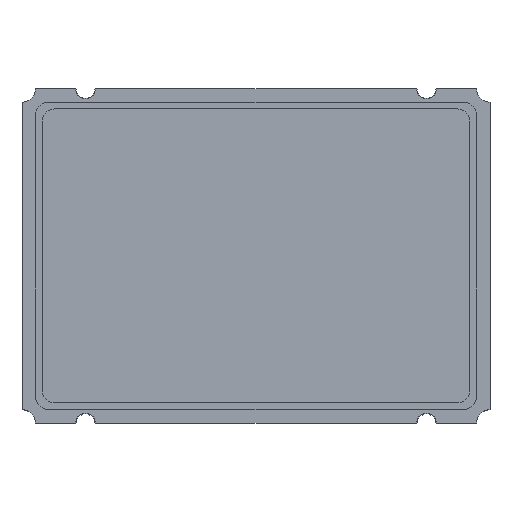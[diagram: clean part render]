
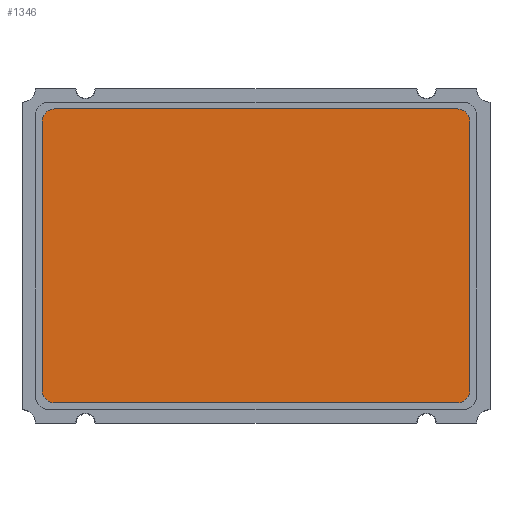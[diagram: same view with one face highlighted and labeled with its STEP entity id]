
A CAD part, top view. The second image highlights one B-rep face of the part: STEP entity #1346.
In plain terms, the highlighted planar face has unit normal (0, 0, 1).
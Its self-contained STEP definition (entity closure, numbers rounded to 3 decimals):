
#716 = VERTEX_POINT('',#717);
#717 = CARTESIAN_POINT('',(-3.,2.2,0.2));
#724 = CYLINDRICAL_SURFACE('',#725,0.2);
#725 = AXIS2_PLACEMENT_3D('',#726,#727,#728);
#726 = CARTESIAN_POINT('',(-3.,2.,0.));
#727 = DIRECTION('',(-0.,-0.,-1.));
#728 = DIRECTION('',(1.,0.,0.));
#736 = PLANE('',#737);
#737 = AXIS2_PLACEMENT_3D('',#738,#739,#740);
#738 = CARTESIAN_POINT('',(-3.,2.2,0.));
#739 = DIRECTION('',(0.,1.,0.));
#740 = DIRECTION('',(1.,0.,0.));
#748 = EDGE_CURVE('',#716,#749,#751,.T.);
#749 = VERTEX_POINT('',#750);
#750 = CARTESIAN_POINT('',(-3.2,2.,0.2));
#751 = SURFACE_CURVE('',#752,(#757,#764),.PCURVE_S1.);
#752 = CIRCLE('',#753,0.2);
#753 = AXIS2_PLACEMENT_3D('',#754,#755,#756);
#754 = CARTESIAN_POINT('',(-3.,2.,0.2));
#755 = DIRECTION('',(0.,0.,1.));
#756 = DIRECTION('',(1.,0.,0.));
#757 = PCURVE('',#724,#758);
#758 = DEFINITIONAL_REPRESENTATION('',(#759),#763);
#759 = LINE('',#760,#761);
#760 = CARTESIAN_POINT('',(-0.,-0.2));
#761 = VECTOR('',#762,1.);
#762 = DIRECTION('',(-1.,0.));
#763 = ( GEOMETRIC_REPRESENTATION_CONTEXT(2) 
PARAMETRIC_REPRESENTATION_CONTEXT() REPRESENTATION_CONTEXT('2D SPACE',''
  ) );
#764 = PCURVE('',#765,#770);
#765 = PLANE('',#766);
#766 = AXIS2_PLACEMENT_3D('',#767,#768,#769);
#767 = CARTESIAN_POINT('',(0.,0.,0.2));
#768 = DIRECTION('',(0.,0.,1.));
#769 = DIRECTION('',(1.,0.,0.));
#770 = DEFINITIONAL_REPRESENTATION('',(#771),#775);
#771 = CIRCLE('',#772,0.2);
#772 = AXIS2_PLACEMENT_2D('',#773,#774);
#773 = CARTESIAN_POINT('',(-3.,2.));
#774 = DIRECTION('',(1.,0.));
#775 = ( GEOMETRIC_REPRESENTATION_CONTEXT(2) 
PARAMETRIC_REPRESENTATION_CONTEXT() REPRESENTATION_CONTEXT('2D SPACE',''
  ) );
#793 = PLANE('',#794);
#794 = AXIS2_PLACEMENT_3D('',#795,#796,#797);
#795 = CARTESIAN_POINT('',(-3.2,-2.,0.));
#796 = DIRECTION('',(-1.,0.,0.));
#797 = DIRECTION('',(0.,1.,0.));
#838 = VERTEX_POINT('',#839);
#839 = CARTESIAN_POINT('',(-3.2,-2.,0.2));
#853 = CYLINDRICAL_SURFACE('',#854,0.2);
#854 = AXIS2_PLACEMENT_3D('',#855,#856,#857);
#855 = CARTESIAN_POINT('',(-3.,-2.,0.));
#856 = DIRECTION('',(-0.,-0.,-1.));
#857 = DIRECTION('',(1.,0.,0.));
#865 = EDGE_CURVE('',#838,#749,#866,.T.);
#866 = SURFACE_CURVE('',#867,(#871,#878),.PCURVE_S1.);
#867 = LINE('',#868,#869);
#868 = CARTESIAN_POINT('',(-3.2,-2.,0.2));
#869 = VECTOR('',#870,1.);
#870 = DIRECTION('',(0.,1.,0.));
#871 = PCURVE('',#793,#872);
#872 = DEFINITIONAL_REPRESENTATION('',(#873),#877);
#873 = LINE('',#874,#875);
#874 = CARTESIAN_POINT('',(0.,-0.2));
#875 = VECTOR('',#876,1.);
#876 = DIRECTION('',(1.,0.));
#877 = ( GEOMETRIC_REPRESENTATION_CONTEXT(2) 
PARAMETRIC_REPRESENTATION_CONTEXT() REPRESENTATION_CONTEXT('2D SPACE',''
  ) );
#878 = PCURVE('',#765,#879);
#879 = DEFINITIONAL_REPRESENTATION('',(#880),#884);
#880 = LINE('',#881,#882);
#881 = CARTESIAN_POINT('',(-3.2,-2.));
#882 = VECTOR('',#883,1.);
#883 = DIRECTION('',(0.,1.));
#884 = ( GEOMETRIC_REPRESENTATION_CONTEXT(2) 
PARAMETRIC_REPRESENTATION_CONTEXT() REPRESENTATION_CONTEXT('2D SPACE',''
  ) );
#912 = EDGE_CURVE('',#838,#913,#915,.T.);
#913 = VERTEX_POINT('',#914);
#914 = CARTESIAN_POINT('',(-3.,-2.2,0.2));
#915 = SURFACE_CURVE('',#916,(#921,#928),.PCURVE_S1.);
#916 = CIRCLE('',#917,0.2);
#917 = AXIS2_PLACEMENT_3D('',#918,#919,#920);
#918 = CARTESIAN_POINT('',(-3.,-2.,0.2));
#919 = DIRECTION('',(0.,0.,1.));
#920 = DIRECTION('',(1.,0.,0.));
#921 = PCURVE('',#853,#922);
#922 = DEFINITIONAL_REPRESENTATION('',(#923),#927);
#923 = LINE('',#924,#925);
#924 = CARTESIAN_POINT('',(-0.,-0.2));
#925 = VECTOR('',#926,1.);
#926 = DIRECTION('',(-1.,0.));
#927 = ( GEOMETRIC_REPRESENTATION_CONTEXT(2) 
PARAMETRIC_REPRESENTATION_CONTEXT() REPRESENTATION_CONTEXT('2D SPACE',''
  ) );
#928 = PCURVE('',#765,#929);
#929 = DEFINITIONAL_REPRESENTATION('',(#930),#934);
#930 = CIRCLE('',#931,0.2);
#931 = AXIS2_PLACEMENT_2D('',#932,#933);
#932 = CARTESIAN_POINT('',(-3.,-2.));
#933 = DIRECTION('',(1.,0.));
#934 = ( GEOMETRIC_REPRESENTATION_CONTEXT(2) 
PARAMETRIC_REPRESENTATION_CONTEXT() REPRESENTATION_CONTEXT('2D SPACE',''
  ) );
#952 = PLANE('',#953);
#953 = AXIS2_PLACEMENT_3D('',#954,#955,#956);
#954 = CARTESIAN_POINT('',(3.,-2.2,0.));
#955 = DIRECTION('',(0.,-1.,0.));
#956 = DIRECTION('',(-1.,0.,0.));
#992 = VERTEX_POINT('',#993);
#993 = CARTESIAN_POINT('',(3.,-2.2,0.2));
#1007 = CYLINDRICAL_SURFACE('',#1008,0.2);
#1008 = AXIS2_PLACEMENT_3D('',#1009,#1010,#1011);
#1009 = CARTESIAN_POINT('',(3.,-2.,0.));
#1010 = DIRECTION('',(-0.,-0.,-1.));
#1011 = DIRECTION('',(1.,0.,0.));
#1019 = EDGE_CURVE('',#992,#913,#1020,.T.);
#1020 = SURFACE_CURVE('',#1021,(#1025,#1032),.PCURVE_S1.);
#1021 = LINE('',#1022,#1023);
#1022 = CARTESIAN_POINT('',(3.,-2.2,0.2));
#1023 = VECTOR('',#1024,1.);
#1024 = DIRECTION('',(-1.,0.,0.));
#1025 = PCURVE('',#952,#1026);
#1026 = DEFINITIONAL_REPRESENTATION('',(#1027),#1031);
#1027 = LINE('',#1028,#1029);
#1028 = CARTESIAN_POINT('',(0.,-0.2));
#1029 = VECTOR('',#1030,1.);
#1030 = DIRECTION('',(1.,0.));
#1031 = ( GEOMETRIC_REPRESENTATION_CONTEXT(2) 
PARAMETRIC_REPRESENTATION_CONTEXT() REPRESENTATION_CONTEXT('2D SPACE',''
  ) );
#1032 = PCURVE('',#765,#1033);
#1033 = DEFINITIONAL_REPRESENTATION('',(#1034),#1038);
#1034 = LINE('',#1035,#1036);
#1035 = CARTESIAN_POINT('',(3.,-2.2));
#1036 = VECTOR('',#1037,1.);
#1037 = DIRECTION('',(-1.,0.));
#1038 = ( GEOMETRIC_REPRESENTATION_CONTEXT(2) 
PARAMETRIC_REPRESENTATION_CONTEXT() REPRESENTATION_CONTEXT('2D SPACE',''
  ) );
#1066 = EDGE_CURVE('',#992,#1067,#1069,.T.);
#1067 = VERTEX_POINT('',#1068);
#1068 = CARTESIAN_POINT('',(3.2,-2.,0.2));
#1069 = SURFACE_CURVE('',#1070,(#1075,#1082),.PCURVE_S1.);
#1070 = CIRCLE('',#1071,0.2);
#1071 = AXIS2_PLACEMENT_3D('',#1072,#1073,#1074);
#1072 = CARTESIAN_POINT('',(3.,-2.,0.2));
#1073 = DIRECTION('',(0.,0.,1.));
#1074 = DIRECTION('',(1.,0.,0.));
#1075 = PCURVE('',#1007,#1076);
#1076 = DEFINITIONAL_REPRESENTATION('',(#1077),#1081);
#1077 = LINE('',#1078,#1079);
#1078 = CARTESIAN_POINT('',(-0.,-0.2));
#1079 = VECTOR('',#1080,1.);
#1080 = DIRECTION('',(-1.,0.));
#1081 = ( GEOMETRIC_REPRESENTATION_CONTEXT(2) 
PARAMETRIC_REPRESENTATION_CONTEXT() REPRESENTATION_CONTEXT('2D SPACE',''
  ) );
#1082 = PCURVE('',#765,#1083);
#1083 = DEFINITIONAL_REPRESENTATION('',(#1084),#1088);
#1084 = CIRCLE('',#1085,0.2);
#1085 = AXIS2_PLACEMENT_2D('',#1086,#1087);
#1086 = CARTESIAN_POINT('',(3.,-2.));
#1087 = DIRECTION('',(1.,0.));
#1088 = ( GEOMETRIC_REPRESENTATION_CONTEXT(2) 
PARAMETRIC_REPRESENTATION_CONTEXT() REPRESENTATION_CONTEXT('2D SPACE',''
  ) );
#1106 = PLANE('',#1107);
#1107 = AXIS2_PLACEMENT_3D('',#1108,#1109,#1110);
#1108 = CARTESIAN_POINT('',(3.2,2.,0.));
#1109 = DIRECTION('',(1.,0.,-0.));
#1110 = DIRECTION('',(0.,-1.,0.));
#1146 = VERTEX_POINT('',#1147);
#1147 = CARTESIAN_POINT('',(3.2,2.,0.2));
#1161 = CYLINDRICAL_SURFACE('',#1162,0.2);
#1162 = AXIS2_PLACEMENT_3D('',#1163,#1164,#1165);
#1163 = CARTESIAN_POINT('',(3.,2.,0.));
#1164 = DIRECTION('',(-0.,-0.,-1.));
#1165 = DIRECTION('',(1.,0.,0.));
#1173 = EDGE_CURVE('',#1146,#1067,#1174,.T.);
#1174 = SURFACE_CURVE('',#1175,(#1179,#1186),.PCURVE_S1.);
#1175 = LINE('',#1176,#1177);
#1176 = CARTESIAN_POINT('',(3.2,2.,0.2));
#1177 = VECTOR('',#1178,1.);
#1178 = DIRECTION('',(0.,-1.,0.));
#1179 = PCURVE('',#1106,#1180);
#1180 = DEFINITIONAL_REPRESENTATION('',(#1181),#1185);
#1181 = LINE('',#1182,#1183);
#1182 = CARTESIAN_POINT('',(0.,-0.2));
#1183 = VECTOR('',#1184,1.);
#1184 = DIRECTION('',(1.,0.));
#1185 = ( GEOMETRIC_REPRESENTATION_CONTEXT(2) 
PARAMETRIC_REPRESENTATION_CONTEXT() REPRESENTATION_CONTEXT('2D SPACE',''
  ) );
#1186 = PCURVE('',#765,#1187);
#1187 = DEFINITIONAL_REPRESENTATION('',(#1188),#1192);
#1188 = LINE('',#1189,#1190);
#1189 = CARTESIAN_POINT('',(3.2,2.));
#1190 = VECTOR('',#1191,1.);
#1191 = DIRECTION('',(0.,-1.));
#1192 = ( GEOMETRIC_REPRESENTATION_CONTEXT(2) 
PARAMETRIC_REPRESENTATION_CONTEXT() REPRESENTATION_CONTEXT('2D SPACE',''
  ) );
#1220 = EDGE_CURVE('',#1146,#1221,#1223,.T.);
#1221 = VERTEX_POINT('',#1222);
#1222 = CARTESIAN_POINT('',(3.,2.2,0.2));
#1223 = SURFACE_CURVE('',#1224,(#1229,#1236),.PCURVE_S1.);
#1224 = CIRCLE('',#1225,0.2);
#1225 = AXIS2_PLACEMENT_3D('',#1226,#1227,#1228);
#1226 = CARTESIAN_POINT('',(3.,2.,0.2));
#1227 = DIRECTION('',(0.,0.,1.));
#1228 = DIRECTION('',(1.,0.,0.));
#1229 = PCURVE('',#1161,#1230);
#1230 = DEFINITIONAL_REPRESENTATION('',(#1231),#1235);
#1231 = LINE('',#1232,#1233);
#1232 = CARTESIAN_POINT('',(-0.,-0.2));
#1233 = VECTOR('',#1234,1.);
#1234 = DIRECTION('',(-1.,0.));
#1235 = ( GEOMETRIC_REPRESENTATION_CONTEXT(2) 
PARAMETRIC_REPRESENTATION_CONTEXT() REPRESENTATION_CONTEXT('2D SPACE',''
  ) );
#1236 = PCURVE('',#765,#1237);
#1237 = DEFINITIONAL_REPRESENTATION('',(#1238),#1242);
#1238 = CIRCLE('',#1239,0.2);
#1239 = AXIS2_PLACEMENT_2D('',#1240,#1241);
#1240 = CARTESIAN_POINT('',(3.,2.));
#1241 = DIRECTION('',(1.,0.));
#1242 = ( GEOMETRIC_REPRESENTATION_CONTEXT(2) 
PARAMETRIC_REPRESENTATION_CONTEXT() REPRESENTATION_CONTEXT('2D SPACE',''
  ) );
#1293 = EDGE_CURVE('',#716,#1221,#1294,.T.);
#1294 = SURFACE_CURVE('',#1295,(#1299,#1306),.PCURVE_S1.);
#1295 = LINE('',#1296,#1297);
#1296 = CARTESIAN_POINT('',(-3.,2.2,0.2));
#1297 = VECTOR('',#1298,1.);
#1298 = DIRECTION('',(1.,0.,0.));
#1299 = PCURVE('',#736,#1300);
#1300 = DEFINITIONAL_REPRESENTATION('',(#1301),#1305);
#1301 = LINE('',#1302,#1303);
#1302 = CARTESIAN_POINT('',(0.,-0.2));
#1303 = VECTOR('',#1304,1.);
#1304 = DIRECTION('',(1.,0.));
#1305 = ( GEOMETRIC_REPRESENTATION_CONTEXT(2) 
PARAMETRIC_REPRESENTATION_CONTEXT() REPRESENTATION_CONTEXT('2D SPACE',''
  ) );
#1306 = PCURVE('',#765,#1307);
#1307 = DEFINITIONAL_REPRESENTATION('',(#1308),#1312);
#1308 = LINE('',#1309,#1310);
#1309 = CARTESIAN_POINT('',(-3.,2.2));
#1310 = VECTOR('',#1311,1.);
#1311 = DIRECTION('',(1.,0.));
#1312 = ( GEOMETRIC_REPRESENTATION_CONTEXT(2) 
PARAMETRIC_REPRESENTATION_CONTEXT() REPRESENTATION_CONTEXT('2D SPACE',''
  ) );
#1346 = ADVANCED_FACE('',(#1347),#765,.T.);
#1347 = FACE_BOUND('',#1348,.T.);
#1348 = EDGE_LOOP('',(#1349,#1350,#1351,#1352,#1353,#1354,#1355,#1356));
#1349 = ORIENTED_EDGE('',*,*,#748,.T.);
#1350 = ORIENTED_EDGE('',*,*,#865,.F.);
#1351 = ORIENTED_EDGE('',*,*,#912,.T.);
#1352 = ORIENTED_EDGE('',*,*,#1019,.F.);
#1353 = ORIENTED_EDGE('',*,*,#1066,.T.);
#1354 = ORIENTED_EDGE('',*,*,#1173,.F.);
#1355 = ORIENTED_EDGE('',*,*,#1220,.T.);
#1356 = ORIENTED_EDGE('',*,*,#1293,.F.);
